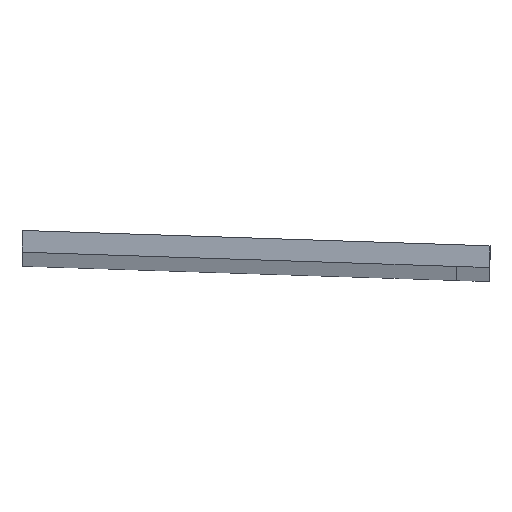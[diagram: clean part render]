
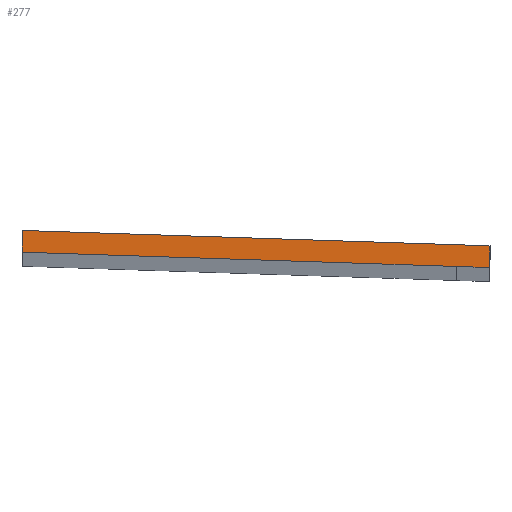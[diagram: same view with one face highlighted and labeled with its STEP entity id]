
A CAD part, top view. The second image highlights one B-rep face of the part: STEP entity #277.
In plain terms, the highlighted planar face has unit normal (0, 0, 1).
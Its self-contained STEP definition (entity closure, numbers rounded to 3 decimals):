
#42=CARTESIAN_POINT('Control Point',(376.137,3.223,738.)) ;
#43=CARTESIAN_POINT('Control Point',(369.719,3.436,738.)) ;
#44=CARTESIAN_POINT('Control Point',(363.313,3.647,738.)) ;
#45=CARTESIAN_POINT('Control Point',(356.92,3.856,738.)) ;
#46=CARTESIAN_POINT('Control Point',(350.535,4.064,738.)) ;
#47=CARTESIAN_POINT('Control Point',(344.156,4.27,738.)) ;
#48=CARTESIAN_POINT('Vertex',(376.137,3.223,738.)) ;
#50=CARTESIAN_POINT('Vertex',(344.156,4.27,738.)) ;
#87=CARTESIAN_POINT('Line Origine',(344.188,5.27,738.)) ;
#91=CARTESIAN_POINT('Vertex',(344.221,6.269,738.)) ;
#124=CARTESIAN_POINT('Control Point',(344.221,6.269,738.)) ;
#125=CARTESIAN_POINT('Control Point',(352.577,5.999,738.)) ;
#126=CARTESIAN_POINT('Control Point',(361.056,5.723,738.)) ;
#127=CARTESIAN_POINT('Control Point',(369.656,5.44,738.)) ;
#128=CARTESIAN_POINT('Control Point',(378.371,5.151,738.)) ;
#129=CARTESIAN_POINT('Control Point',(387.197,4.858,738.)) ;
#130=CARTESIAN_POINT('Vertex',(387.197,4.858,738.)) ;
#160=CARTESIAN_POINT('Line Origine',(387.164,3.858,738.)) ;
#164=CARTESIAN_POINT('Vertex',(387.131,2.859,738.)) ;
#197=CARTESIAN_POINT('Control Point',(387.131,2.859,738.)) ;
#198=CARTESIAN_POINT('Control Point',(386.531,2.879,738.)) ;
#199=CARTESIAN_POINT('Control Point',(385.931,2.899,738.)) ;
#200=CARTESIAN_POINT('Control Point',(385.332,2.918,738.)) ;
#201=CARTESIAN_POINT('Control Point',(384.732,2.938,738.)) ;
#202=CARTESIAN_POINT('Control Point',(384.133,2.958,738.)) ;
#203=CARTESIAN_POINT('Vertex',(384.133,2.958,738.)) ;
#233=CARTESIAN_POINT('Line Origine',(380.135,3.091,738.)) ;
#264=CARTESIAN_POINT('Axis2P3D Location',(0.,0.,738.)) ;
#89=VECTOR('Line Direction',#88,1.) ;
#162=VECTOR('Line Direction',#161,1.) ;
#235=VECTOR('Line Direction',#234,1.) ;
#88=DIRECTION('Vector Direction',(0.032,0.999,0.)) ;
#161=DIRECTION('Vector Direction',(-0.033,-0.999,0.)) ;
#234=DIRECTION('Vector Direction',(0.999,-0.033,0.)) ;
#265=DIRECTION('Axis2P3D Direction',(0.,0.,-1.)) ;
#266=DIRECTION('Axis2P3D XDirection',(1.,0.,0.)) ;
#267=AXIS2_PLACEMENT_3D('Plane Axis2P3D',#264,#265,#266) ;
#90=LINE('Line',#87,#89) ;
#163=LINE('Line',#160,#162) ;
#236=LINE('Line',#233,#235) ;
#268=PLANE('',#267) ;
#52=EDGE_CURVE('',#49,#51,#41,.T.) ;
#93=EDGE_CURVE('',#51,#92,#90,.T.) ;
#132=EDGE_CURVE('',#92,#131,#123,.T.) ;
#166=EDGE_CURVE('',#131,#165,#163,.T.) ;
#205=EDGE_CURVE('',#165,#204,#196,.T.) ;
#237=EDGE_CURVE('',#204,#49,#236,.F.) ;
#270=ORIENTED_EDGE('',*,*,#237,.F.) ;
#271=ORIENTED_EDGE('',*,*,#205,.F.) ;
#272=ORIENTED_EDGE('',*,*,#166,.F.) ;
#273=ORIENTED_EDGE('',*,*,#132,.F.) ;
#274=ORIENTED_EDGE('',*,*,#93,.F.) ;
#275=ORIENTED_EDGE('',*,*,#52,.F.) ;
#269=EDGE_LOOP('',(#270,#271,#272,#273,#274,#275)) ;
#49=VERTEX_POINT('',#48) ;
#51=VERTEX_POINT('',#50) ;
#92=VERTEX_POINT('',#91) ;
#131=VERTEX_POINT('',#130) ;
#165=VERTEX_POINT('',#164) ;
#204=VERTEX_POINT('',#203) ;
#277=ADVANCED_FACE('PartBody',(#276),#268,.F.) ;
#41=B_SPLINE_CURVE_WITH_KNOTS('',5,(#42,#43,#44,#45,#46,#47),.UNSPECIFIED.,.F.,.U.,(6,6),(500000.,500032.303),.UNSPECIFIED.) ;
#123=B_SPLINE_CURVE_WITH_KNOTS('',5,(#124,#125,#126,#127,#128,#129),.UNSPECIFIED.,.F.,.U.,(6,6),(500000.81,500000.857),.UNSPECIFIED.) ;
#196=B_SPLINE_CURVE_WITH_KNOTS('',5,(#197,#198,#199,#200,#201,#202),.UNSPECIFIED.,.F.,.U.,(6,6),(500132.721,500135.733),.UNSPECIFIED.) ;
#276=FACE_OUTER_BOUND('',#269,.T.) ;
